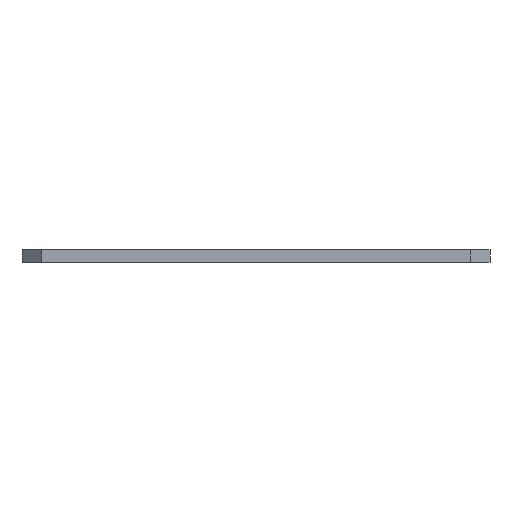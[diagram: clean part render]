
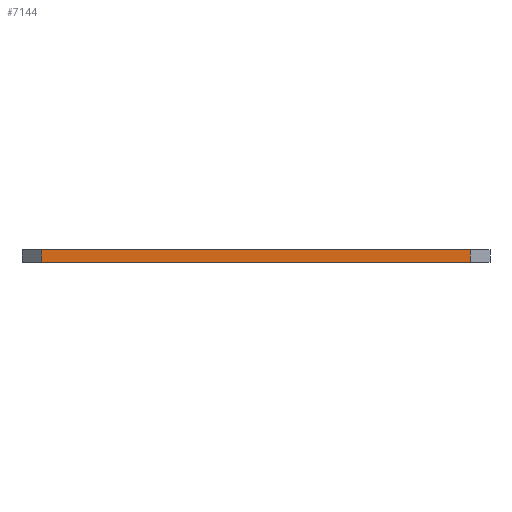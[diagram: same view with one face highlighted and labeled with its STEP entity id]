
A CAD part, front view. The second image highlights one B-rep face of the part: STEP entity #7144.
In plain terms, the highlighted planar face has unit normal (0, -1, 0).
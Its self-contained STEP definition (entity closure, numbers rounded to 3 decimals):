
#83 = PLANE('',#84);
#84 = AXIS2_PLACEMENT_3D('',#85,#86,#87);
#85 = CARTESIAN_POINT('',(148.231,-105.144,1.6));
#86 = DIRECTION('',(0.,0.,1.));
#87 = DIRECTION('',(1.,0.,-0.));
#137 = PLANE('',#138);
#138 = AXIS2_PLACEMENT_3D('',#139,#140,#141);
#139 = CARTESIAN_POINT('',(148.231,-105.144,0.));
#140 = DIRECTION('',(0.,0.,1.));
#141 = DIRECTION('',(1.,0.,-0.));
#170 = PLANE('',#171);
#171 = AXIS2_PLACEMENT_3D('',#172,#173,#174);
#172 = CARTESIAN_POINT('',(175.806,-131.674,0.));
#173 = DIRECTION('',(-1.,0.,0.));
#174 = DIRECTION('',(0.,1.,0.));
#442 = VERTEX_POINT('',#443);
#443 = CARTESIAN_POINT('',(121.196,-131.674,0.));
#457 = PLANE('',#458);
#458 = AXIS2_PLACEMENT_3D('',#459,#460,#461);
#459 = CARTESIAN_POINT('',(118.656,-129.134,0.));
#460 = DIRECTION('',(0.707,0.707,-0.));
#461 = DIRECTION('',(0.707,-0.707,0.));
#469 = EDGE_CURVE('',#442,#470,#472,.T.);
#470 = VERTEX_POINT('',#471);
#471 = CARTESIAN_POINT('',(175.806,-131.674,0.));
#472 = SURFACE_CURVE('',#473,(#477,#484),.PCURVE_S1.);
#473 = LINE('',#474,#475);
#474 = CARTESIAN_POINT('',(121.196,-131.674,0.));
#475 = VECTOR('',#476,1.);
#476 = DIRECTION('',(1.,0.,0.));
#477 = PCURVE('',#137,#478);
#478 = DEFINITIONAL_REPRESENTATION('',(#479),#483);
#479 = LINE('',#480,#481);
#480 = CARTESIAN_POINT('',(-27.034,-26.529));
#481 = VECTOR('',#482,1.);
#482 = DIRECTION('',(1.,0.));
#483 = ( GEOMETRIC_REPRESENTATION_CONTEXT(2) 
PARAMETRIC_REPRESENTATION_CONTEXT() REPRESENTATION_CONTEXT('2D SPACE',''
  ) );
#484 = PCURVE('',#485,#490);
#485 = PLANE('',#486);
#486 = AXIS2_PLACEMENT_3D('',#487,#488,#489);
#487 = CARTESIAN_POINT('',(121.196,-131.674,0.));
#488 = DIRECTION('',(0.,1.,0.));
#489 = DIRECTION('',(1.,0.,0.));
#490 = DEFINITIONAL_REPRESENTATION('',(#491),#495);
#491 = LINE('',#492,#493);
#492 = CARTESIAN_POINT('',(0.,0.));
#493 = VECTOR('',#494,1.);
#494 = DIRECTION('',(1.,0.));
#495 = ( GEOMETRIC_REPRESENTATION_CONTEXT(2) 
PARAMETRIC_REPRESENTATION_CONTEXT() REPRESENTATION_CONTEXT('2D SPACE',''
  ) );
#4112 = VERTEX_POINT('',#4113);
#4113 = CARTESIAN_POINT('',(121.196,-131.674,1.6));
#4134 = EDGE_CURVE('',#4112,#4135,#4137,.T.);
#4135 = VERTEX_POINT('',#4136);
#4136 = CARTESIAN_POINT('',(175.806,-131.674,1.6));
#4137 = SURFACE_CURVE('',#4138,(#4142,#4149),.PCURVE_S1.);
#4138 = LINE('',#4139,#4140);
#4139 = CARTESIAN_POINT('',(121.196,-131.674,1.6));
#4140 = VECTOR('',#4141,1.);
#4141 = DIRECTION('',(1.,0.,0.));
#4142 = PCURVE('',#83,#4143);
#4143 = DEFINITIONAL_REPRESENTATION('',(#4144),#4148);
#4144 = LINE('',#4145,#4146);
#4145 = CARTESIAN_POINT('',(-27.034,-26.529));
#4146 = VECTOR('',#4147,1.);
#4147 = DIRECTION('',(1.,0.));
#4148 = ( GEOMETRIC_REPRESENTATION_CONTEXT(2) 
PARAMETRIC_REPRESENTATION_CONTEXT() REPRESENTATION_CONTEXT('2D SPACE',''
  ) );
#4149 = PCURVE('',#485,#4150);
#4150 = DEFINITIONAL_REPRESENTATION('',(#4151),#4155);
#4151 = LINE('',#4152,#4153);
#4152 = CARTESIAN_POINT('',(0.,-1.6));
#4153 = VECTOR('',#4154,1.);
#4154 = DIRECTION('',(1.,0.));
#4155 = ( GEOMETRIC_REPRESENTATION_CONTEXT(2) 
PARAMETRIC_REPRESENTATION_CONTEXT() REPRESENTATION_CONTEXT('2D SPACE',''
  ) );
#7094 = EDGE_CURVE('',#470,#4135,#7095,.T.);
#7095 = SURFACE_CURVE('',#7096,(#7100,#7107),.PCURVE_S1.);
#7096 = LINE('',#7097,#7098);
#7097 = CARTESIAN_POINT('',(175.806,-131.674,0.));
#7098 = VECTOR('',#7099,1.);
#7099 = DIRECTION('',(0.,0.,1.));
#7100 = PCURVE('',#170,#7101);
#7101 = DEFINITIONAL_REPRESENTATION('',(#7102),#7106);
#7102 = LINE('',#7103,#7104);
#7103 = CARTESIAN_POINT('',(0.,0.));
#7104 = VECTOR('',#7105,1.);
#7105 = DIRECTION('',(0.,-1.));
#7106 = ( GEOMETRIC_REPRESENTATION_CONTEXT(2) 
PARAMETRIC_REPRESENTATION_CONTEXT() REPRESENTATION_CONTEXT('2D SPACE',''
  ) );
#7107 = PCURVE('',#485,#7108);
#7108 = DEFINITIONAL_REPRESENTATION('',(#7109),#7113);
#7109 = LINE('',#7110,#7111);
#7110 = CARTESIAN_POINT('',(54.61,0.));
#7111 = VECTOR('',#7112,1.);
#7112 = DIRECTION('',(0.,-1.));
#7113 = ( GEOMETRIC_REPRESENTATION_CONTEXT(2) 
PARAMETRIC_REPRESENTATION_CONTEXT() REPRESENTATION_CONTEXT('2D SPACE',''
  ) );
#7144 = ADVANCED_FACE('',(#7145),#485,.F.);
#7145 = FACE_BOUND('',#7146,.F.);
#7146 = EDGE_LOOP('',(#7147,#7168,#7169,#7170));
#7147 = ORIENTED_EDGE('',*,*,#7148,.T.);
#7148 = EDGE_CURVE('',#442,#4112,#7149,.T.);
#7149 = SURFACE_CURVE('',#7150,(#7154,#7161),.PCURVE_S1.);
#7150 = LINE('',#7151,#7152);
#7151 = CARTESIAN_POINT('',(121.196,-131.674,0.));
#7152 = VECTOR('',#7153,1.);
#7153 = DIRECTION('',(0.,0.,1.));
#7154 = PCURVE('',#485,#7155);
#7155 = DEFINITIONAL_REPRESENTATION('',(#7156),#7160);
#7156 = LINE('',#7157,#7158);
#7157 = CARTESIAN_POINT('',(0.,0.));
#7158 = VECTOR('',#7159,1.);
#7159 = DIRECTION('',(0.,-1.));
#7160 = ( GEOMETRIC_REPRESENTATION_CONTEXT(2) 
PARAMETRIC_REPRESENTATION_CONTEXT() REPRESENTATION_CONTEXT('2D SPACE',''
  ) );
#7161 = PCURVE('',#457,#7162);
#7162 = DEFINITIONAL_REPRESENTATION('',(#7163),#7167);
#7163 = LINE('',#7164,#7165);
#7164 = CARTESIAN_POINT('',(3.592,0.));
#7165 = VECTOR('',#7166,1.);
#7166 = DIRECTION('',(0.,-1.));
#7167 = ( GEOMETRIC_REPRESENTATION_CONTEXT(2) 
PARAMETRIC_REPRESENTATION_CONTEXT() REPRESENTATION_CONTEXT('2D SPACE',''
  ) );
#7168 = ORIENTED_EDGE('',*,*,#4134,.T.);
#7169 = ORIENTED_EDGE('',*,*,#7094,.F.);
#7170 = ORIENTED_EDGE('',*,*,#469,.F.);
